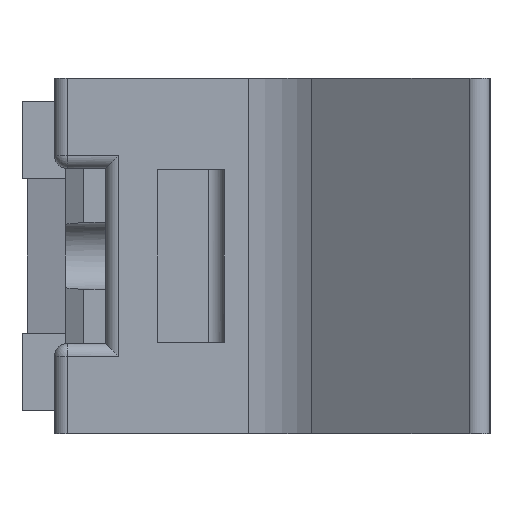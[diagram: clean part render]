
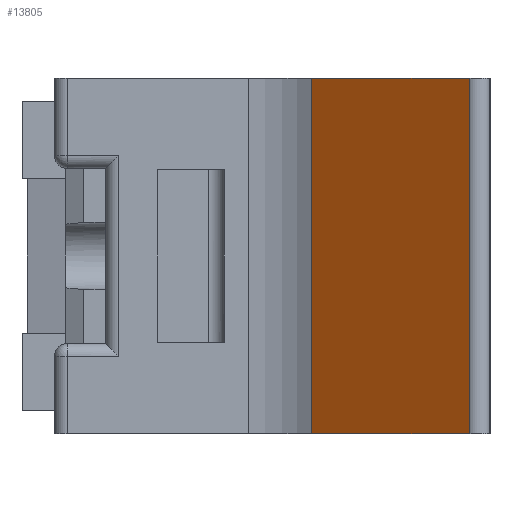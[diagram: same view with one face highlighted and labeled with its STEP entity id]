
A CAD part, left-side view. The second image highlights one B-rep face of the part: STEP entity #13805.
In plain terms, the highlighted planar face has unit normal (-0.788, 0.616, 0).
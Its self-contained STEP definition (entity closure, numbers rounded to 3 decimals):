
#82=DIRECTION('',(-0.616,-0.788,0.));
#83=VECTOR('',#82,7.75);
#84=CARTESIAN_POINT('',(-17.623,-1.085,-6.9));
#85=LINE('',#84,#83);
#518=DIRECTION('',(-0.616,-0.788,0.));
#519=VECTOR('',#518,7.75);
#520=CARTESIAN_POINT('',(-17.623,-1.085,6.9));
#521=LINE('',#520,#519);
#5036=DIRECTION('',(0.,0.,1.));
#5037=VECTOR('',#5036,13.8);
#5038=CARTESIAN_POINT('',(-17.623,-1.085,-6.9));
#5039=LINE('',#5038,#5037);
#5040=DIRECTION('',(0.,0.,1.));
#5041=VECTOR('',#5040,13.8);
#5042=CARTESIAN_POINT('',(-22.394,-7.192,-6.9));
#5043=LINE('',#5042,#5041);
#5577=CARTESIAN_POINT('',(-22.394,-7.192,-6.9));
#5579=VERTEX_POINT('',#5577);
#5589=CARTESIAN_POINT('',(-22.394,-7.192,6.9));
#5591=VERTEX_POINT('',#5589);
#5679=CARTESIAN_POINT('',(-17.623,-1.085,-6.9));
#5680=CARTESIAN_POINT('',(-17.623,-1.085,6.9));
#5681=VERTEX_POINT('',#5679);
#5682=VERTEX_POINT('',#5680);
#13793=CARTESIAN_POINT('',(-16.775,0.,-6.9));
#13794=DIRECTION('',(-0.788,0.616,0.));
#13795=DIRECTION('',(-0.616,-0.788,0.));
#13796=AXIS2_PLACEMENT_3D('',#13793,#13794,#13795);
#13797=PLANE('',#13796);
#13798=ORIENTED_EDGE('',*,*,#13785,.T.);
#13799=ORIENTED_EDGE('',*,*,#7312,.T.);
#13801=ORIENTED_EDGE('',*,*,#13800,.F.);
#13802=ORIENTED_EDGE('',*,*,#6684,.F.);
#13803=EDGE_LOOP('',(#13798,#13799,#13801,#13802));
#13804=FACE_OUTER_BOUND('',#13803,.F.);
#13805=ADVANCED_FACE('',(#13804),#13797,.T.);
#6684=EDGE_CURVE('',#5681,#5579,#85,.T.);
#7312=EDGE_CURVE('',#5682,#5591,#521,.T.);
#13785=EDGE_CURVE('',#5681,#5682,#5039,.T.);
#13800=EDGE_CURVE('',#5579,#5591,#5043,.T.);
